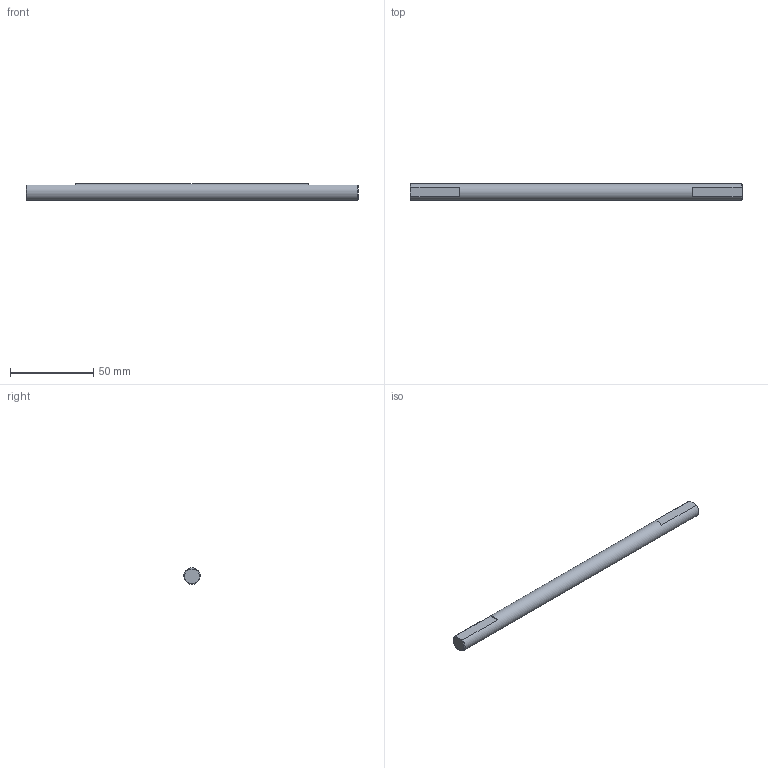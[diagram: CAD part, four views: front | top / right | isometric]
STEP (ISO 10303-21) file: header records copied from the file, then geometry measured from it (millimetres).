
FILE_DESCRIPTION(/* description */ ('STEP AP203'),/* implementation_level */ '2;1');
FILE_NAME(/* name */ 'PSFRV10-200-F30-T30-W9',/* time_stamp */ '2023-06-27T12:59:22+02:00',/* author */ ('License CC BY-ND 4.0'),/* organization */ ('CADENAS'),/* preprocessor_version */ 'ST-DEVELOPER v18.102',/* originating_system */ 'PARTsolutions',/* authorisation */ ' ');
FILE_SCHEMA (('CONFIG_CONTROL_DESIGN'));
Length unit declared in the file: millimetre
Products named in the file (2): PSFRV10-200-F30-T30-W9; PSFRV10-200-F30-T30-W9_s
Assembly tree (1 placements, depth 2):
  PSFRV10-200-F30-T30-W9
    PSFRV10-200-F30-T30-W9_s
Bounding box: 200 x 9.98 x 9.98 mm (x, y, z)
Volume: 15456.6 mm3; surface area: 6398.4 mm2
Topology: 1 solids, 1 shells, 9 faces, 19 edges, 12 vertices
Faces by surface type: plane 6, cone 2, cylinder 1
Full cylindrical faces by diameter (mm): 10 x1
Entity records: 291 total; most frequent: CARTESIAN_POINT 53, DIRECTION 42, ORIENTED_EDGE 36, EDGE_CURVE 18, AXIS2_PLACEMENT_3D 17, VERTEX_POINT 12, EDGE_LOOP 10, FACE_BOUND 10
